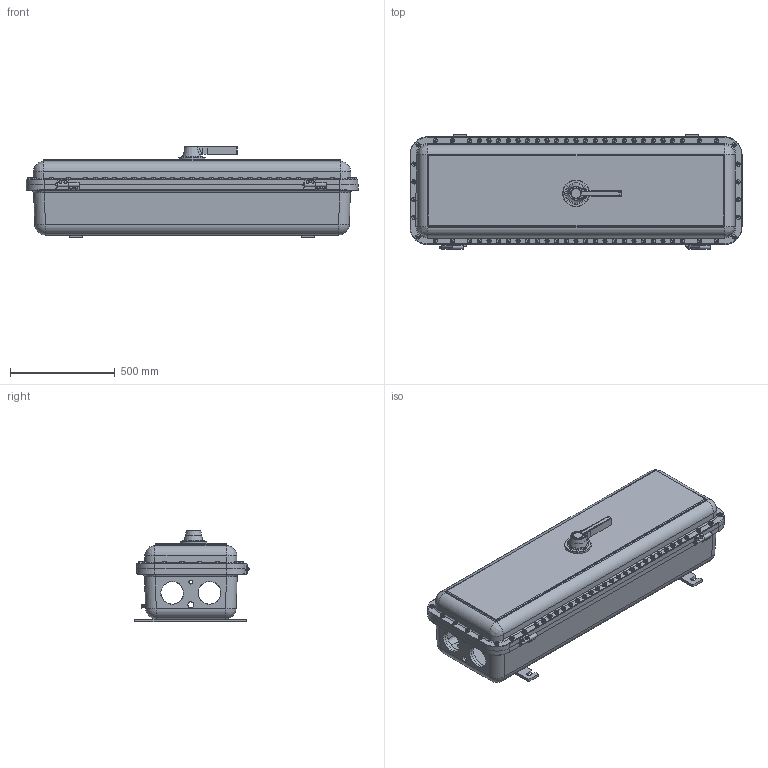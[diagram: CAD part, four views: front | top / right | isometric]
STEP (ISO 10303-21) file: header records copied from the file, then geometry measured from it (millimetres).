
FILE_DESCRIPTION(/* description */ ('B7CF'),/* implementation_level */ '2;1');
FILE_NAME(/* name */ 'B7CF.stp',/* time_stamp */ '2018-01-17T13:09:30+06:00',/* author */ ('avenkatesan'),/* organization */ (''),/* preprocessor_version */ 'ST-DEVELOPER v17',/* originating_system */ 'Autodesk Inventor 2018',/* authorisation */ '');
FILE_SCHEMA (('AUTOMOTIVE_DESIGN { 1 0 10303 214 3 1 1 }'));
Products named in the file (17): B7CF; 17965; 17966; 01917; 17770AAAB; 17473AAAB; SAE J487a - 1/8 x 3/4    Extended Prong Square Cut Type; 17750AAAB; 0720361B; 18145AAAB; EXH3D; 0240175M; 17885; Button large; Kit-251; Kit-251_1; Unbrako - 3/8 x 0.38
Assembly tree (90 placements, depth 3):
  B7CF
    17965
    17966
    01917  x2
      17770AAAB
      17473AAAB
      SAE J487a - 1/8 x 3/4    Extended Prong Square Cut Type
    17750AAAB  x8
    0720361B  x66
    18145AAAB  x2
    EXH3D
      0240175M
      17885
      Button large
    Kit-251
      Kit-251_1
      Unbrako - 3/8 x 0.38
Bounding box: 1581.15 x 544.49 x 435.03 mm (x, y, z)
Volume: 77046506.1 mm3; surface area: 6151608.7 mm2
Topology: 91 solids, 91 shells, 6641 faces, 16662 edges, 10442 vertices
Faces by surface type: plane 4760, cylinder 705, cone 682, bspline 348, torus 124, sphere 22
Full cylindrical faces by diameter (mm): 3.571 x2, 4.978 x4, 6.35 x4, 6.401 x8, 6.756 x4, 7.137 x1, 7.717 x8, 7.798 x25, 8.331 x8, 9.398 x1, 9.525 x3, 9.55 x4, 10.592 x66, 10.716 x8, 12.294 x66, 12.423 x66, 12.7 x4, 12.802 x8, 13.487 x66, 14.287 x8, 15.875 x8, 17.475 x2, 19.05 x66, 25.4 x1, 28.575 x2, 39.268 x1, 44.45 x1, 48.819 x1, 63.5 x1, 101.6 x1
Entity records: 62113 total; most frequent: CARTESIAN_POINT 16851, ORIENTED_EDGE 9238, DIRECTION 9039, EDGE_CURVE 4619, AXIS2_PLACEMENT_3D 3375, VERTEX_POINT 3062, EDGE_LOOP 2301, LINE 2289
